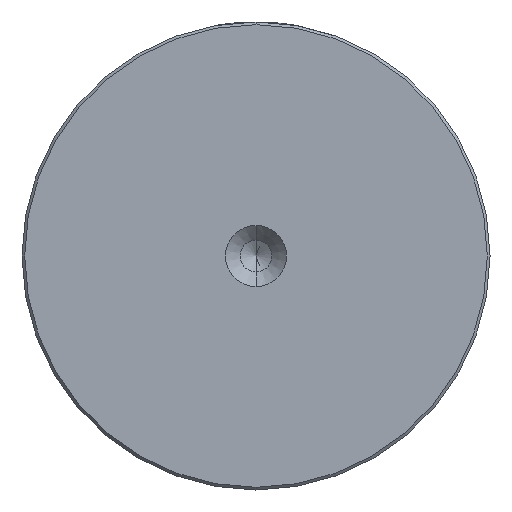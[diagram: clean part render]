
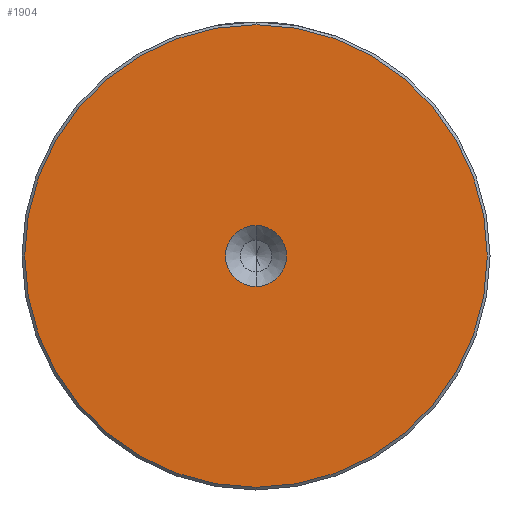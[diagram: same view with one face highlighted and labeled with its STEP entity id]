
A CAD part, left-side view. The second image highlights one B-rep face of the part: STEP entity #1904.
In plain terms, the highlighted planar face has unit normal (-1, 0, 0).
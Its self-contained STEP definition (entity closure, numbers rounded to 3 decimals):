
#314 = DIRECTION ( 'NONE',  ( -1., 0., 0. ) ) ;
#340 = DIRECTION ( 'NONE',  ( -1., 0., 0. ) ) ;
#394 = CARTESIAN_POINT ( 'NONE',  ( 0., 0., -5.6 ) ) ;
#414 = AXIS2_PLACEMENT_3D ( 'NONE', #1891, #314, #920 ) ;
#423 = VERTEX_POINT ( 'NONE', #394 ) ;
#443 = FACE_OUTER_BOUND ( 'NONE', #463, .T. ) ;
#463 = EDGE_LOOP ( 'NONE', ( #646, #2013 ) ) ;
#466 = CARTESIAN_POINT ( 'NONE',  ( 0., 0., 0. ) ) ;
#578 = CARTESIAN_POINT ( 'NONE',  ( 0., 0., 42.5 ) ) ;
#615 = ORIENTED_EDGE ( 'NONE', *, *, #2204, .F. ) ;
#646 = ORIENTED_EDGE ( 'NONE', *, *, #1432, .T. ) ;
#675 = DIRECTION ( 'NONE',  ( 0., 0., 1. ) ) ;
#755 = CARTESIAN_POINT ( 'NONE',  ( 0., 0., 0. ) ) ;
#837 = VERTEX_POINT ( 'NONE', #1916 ) ;
#920 = DIRECTION ( 'NONE',  ( 0., 0., 1. ) ) ;
#931 = EDGE_LOOP ( 'NONE', ( #2388, #615 ) ) ;
#958 = DIRECTION ( 'NONE',  ( 0., 0., 1. ) ) ;
#1013 = VERTEX_POINT ( 'NONE', #1938 ) ;
#1085 = EDGE_CURVE ( 'NONE', #2364, #837, #1184, .T. ) ;
#1151 = DIRECTION ( 'NONE',  ( 0., 0., 1. ) ) ;
#1162 = DIRECTION ( 'NONE',  ( -1., 0., 0. ) ) ;
#1169 = CARTESIAN_POINT ( 'NONE',  ( 0., 0., 0. ) ) ;
#1184 = CIRCLE ( 'NONE', #2338, 42.5 ) ;
#1407 = EDGE_CURVE ( 'NONE', #1013, #423, #1546, .T. ) ;
#1432 = EDGE_CURVE ( 'NONE', #837, #2364, #2003, .T. ) ;
#1478 = FACE_BOUND ( 'NONE', #931, .T. ) ;
#1508 = CARTESIAN_POINT ( 'NONE',  ( 0., 0., 0. ) ) ;
#1546 = CIRCLE ( 'NONE', #2263, 5.6 ) ;
#1603 = AXIS2_PLACEMENT_3D ( 'NONE', #755, #2113, #958 ) ;
#1695 = PLANE ( 'NONE',  #414 ) ;
#1716 = DIRECTION ( 'NONE',  ( 0., 0., 1. ) ) ;
#1839 = DIRECTION ( 'NONE',  ( -1., 0., 0. ) ) ;
#1891 = CARTESIAN_POINT ( 'NONE',  ( 0., 0., 0. ) ) ;
#1904 = ADVANCED_FACE ( 'NONE', ( #443, #1478 ), #1695, .T. ) ;
#1916 = CARTESIAN_POINT ( 'NONE',  ( 0., 0., -42.5 ) ) ;
#1938 = CARTESIAN_POINT ( 'NONE',  ( 0., 0., 5.6 ) ) ;
#2003 = CIRCLE ( 'NONE', #1603, 42.5 ) ;
#2013 = ORIENTED_EDGE ( 'NONE', *, *, #1085, .T. ) ;
#2113 = DIRECTION ( 'NONE',  ( -1., 0., 0. ) ) ;
#2204 = EDGE_CURVE ( 'NONE', #423, #1013, #2379, .T. ) ;
#2206 = AXIS2_PLACEMENT_3D ( 'NONE', #466, #1839, #675 ) ;
#2263 = AXIS2_PLACEMENT_3D ( 'NONE', #1508, #340, #1716 ) ;
#2338 = AXIS2_PLACEMENT_3D ( 'NONE', #1169, #1162, #1151 ) ;
#2364 = VERTEX_POINT ( 'NONE', #578 ) ;
#2379 = CIRCLE ( 'NONE', #2206, 5.6 ) ;
#2388 = ORIENTED_EDGE ( 'NONE', *, *, #1407, .F. ) ;
